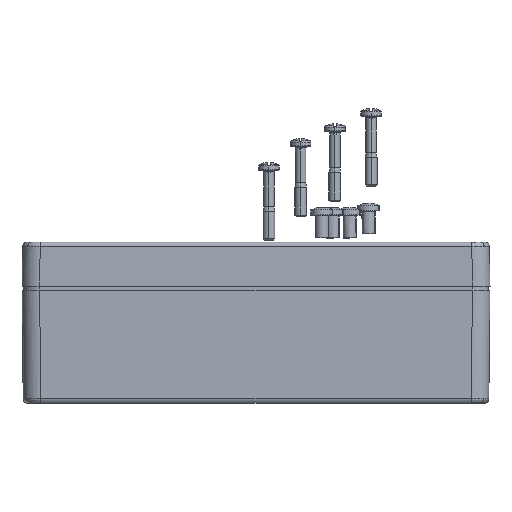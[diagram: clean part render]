
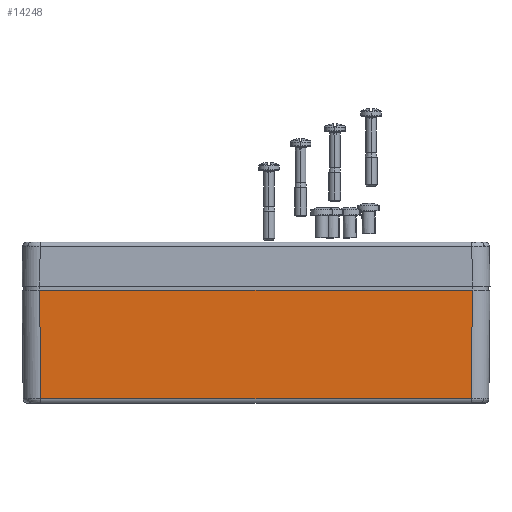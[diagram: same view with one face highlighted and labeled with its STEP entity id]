
A CAD part, top view. The second image highlights one B-rep face of the part: STEP entity #14248.
In plain terms, the highlighted planar face has unit normal (0, -0.01, 1).
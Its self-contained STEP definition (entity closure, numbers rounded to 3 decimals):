
#923 = DIRECTION ( 'NONE',  ( -1., 0., 0. ) ) ;
#924 = VECTOR ( 'NONE', #923, 1000. ) ;
#925 = CARTESIAN_POINT ( 'NONE',  ( -80., -3., 39.97 ) ) ;
#926 = LINE ( 'NONE', #925, #924 ) ;
#927 = CARTESIAN_POINT ( 'NONE',  ( 73.97, -3., 39.97 ) ) ;
#7407 = VERTEX_POINT ( 'NONE', #927 ) ;
#7408 = EDGE_CURVE ( 'NONE', #7407, #26929, #926, .T. ) ;
#12024 = VERTEX_POINT ( 'NONE', #19830 ) ;
#12593 = EDGE_CURVE ( 'NONE', #14609, #12024, #21317, .T. ) ;
#13645 = ORIENTED_EDGE ( 'NONE', *, *, #14401, .T. ) ;
#13746 = ORIENTED_EDGE ( 'NONE', *, *, #7408, .T. ) ;
#13752 = ORIENTED_EDGE ( 'NONE', *, *, #14193, .T. ) ;
#14045 = EDGE_LOOP ( 'NONE', ( #13752, #13746, #13645, #14433 ) ) ;
#14193 = EDGE_CURVE ( 'NONE', #12024, #7407, #27053, .T. ) ;
#14248 = ADVANCED_FACE ( 'NONE', ( #27290 ), #27289, .T. ) ;
#14401 = EDGE_CURVE ( 'NONE', #26929, #14609, #27961, .T. ) ;
#14433 = ORIENTED_EDGE ( 'NONE', *, *, #12593, .T. ) ;
#14609 = VERTEX_POINT ( 'NONE', #28508 ) ;
#19830 = CARTESIAN_POINT ( 'NONE',  ( 73.602, -40.015, 39.602 ) ) ;
#21314 = DIRECTION ( 'NONE',  ( 1., 0., 0. ) ) ;
#21315 = VECTOR ( 'NONE', #21314, 1000. ) ;
#21316 = CARTESIAN_POINT ( 'NONE',  ( -80., -40.015, 39.602 ) ) ;
#21317 = LINE ( 'NONE', #21316, #21315 ) ;
#26929 = VERTEX_POINT ( 'NONE', #33653 ) ;
#27047 = DIRECTION ( 'NONE',  ( 0.01, 1., 0.01 ) ) ;
#27048 = VECTOR ( 'NONE', #27047, 1000. ) ;
#27051 = CARTESIAN_POINT ( 'NONE',  ( 73.985, -1.532, 39.985 ) ) ;
#27053 = LINE ( 'NONE', #27051, #27048 ) ;
#27281 = DIRECTION ( 'NONE',  ( 0., -1., -0.01 ) ) ;
#27282 = DIRECTION ( 'NONE',  ( 0., -0.01, 1. ) ) ;
#27283 = AXIS2_PLACEMENT_3D ( 'NONE', #27288, #27282, #27281 ) ;
#27288 = CARTESIAN_POINT ( 'NONE',  ( -80., 0., 40. ) ) ;
#27289 = PLANE ( 'NONE',  #27283 ) ;
#27290 = FACE_OUTER_BOUND ( 'NONE', #14045, .T. ) ;
#27957 = DIRECTION ( 'NONE',  ( 0.01, -1., -0.01 ) ) ;
#27958 = VECTOR ( 'NONE', #27957, 1000. ) ;
#27959 = CARTESIAN_POINT ( 'NONE',  ( -74.001, 0.06, 40.001 ) ) ;
#27961 = LINE ( 'NONE', #27959, #27958 ) ;
#28508 = CARTESIAN_POINT ( 'NONE',  ( -73.602, -40.015, 39.602 ) ) ;
#33653 = CARTESIAN_POINT ( 'NONE',  ( -73.97, -3., 39.97 ) ) ;
